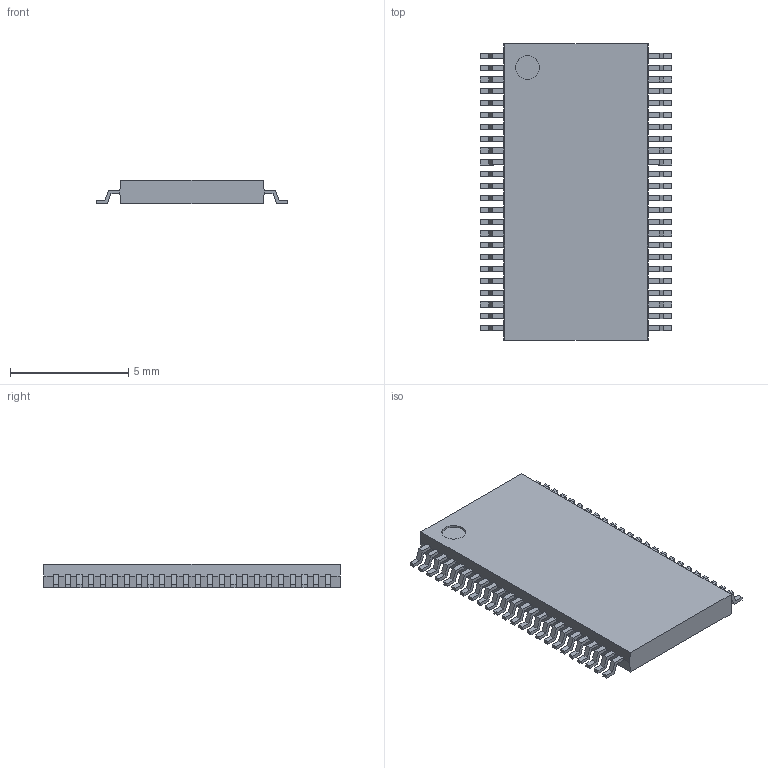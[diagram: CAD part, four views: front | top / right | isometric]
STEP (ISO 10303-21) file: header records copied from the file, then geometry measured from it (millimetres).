
FILE_DESCRIPTION (( 'STEP AP214' ), '1' );
FILE_NAME ('HTSSOP-48_P0.5.STEP', '2020-05-07T10:11:56', ( '' ), ( '' ), 'SwSTEP 2.0', 'SolidWorks 2018', '' );
FILE_SCHEMA (( 'AUTOMOTIVE_DESIGN' ));
Length unit declared in the file: millimetre
Products named in the file (1): HTSSOP-48_P0.5
Bounding box: 8.1 x 12.5 x 1 mm (x, y, z)
Volume: 77.6 mm3; surface area: 233.5 mm2
Topology: 1 solids, 1 shells, 443 faces, 1320 edges, 880 vertices
Faces by surface type: plane 441, cylinder 2
Entity records: 14713 total; most frequent: CARTESIAN_POINT 2644, ORIENTED_EDGE 2640, DIRECTION 2212, EDGE_CURVE 1320, VECTOR 1316, LINE 1316, VERTEX_POINT 880, AXIS2_PLACEMENT_3D 448
